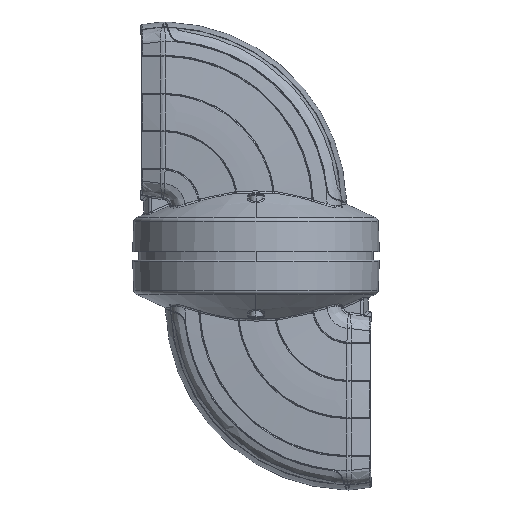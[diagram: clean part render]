
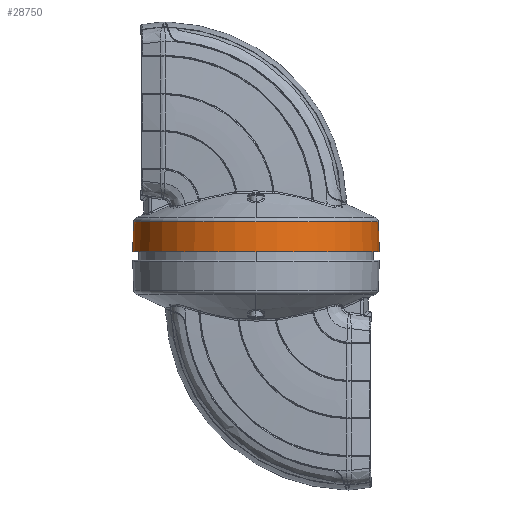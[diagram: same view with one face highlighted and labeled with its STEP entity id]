
A CAD part, left-side view. The second image highlights one B-rep face of the part: STEP entity #28750.
In plain terms, the highlighted conical face has half-angle 2 degrees and reference radius 54 mm.
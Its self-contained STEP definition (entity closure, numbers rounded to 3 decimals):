
#3238 = CARTESIAN_POINT ( 'NONE',  ( 21.924, 10.173, 209.823 ) ) ;
#8217 = CARTESIAN_POINT ( 'NONE',  ( 21.924, 64.173, 209.823 ) ) ;
#9719 = AXIS2_PLACEMENT_3D ( 'NONE', #86966, #107354, #126886 ) ;
#10889 = CIRCLE ( 'NONE', #9719, 53.486 ) ;
#11711 = CARTESIAN_POINT ( 'NONE',  ( 21.924, -43.827, 209.823 ) ) ;
#16666 = EDGE_CURVE ( 'NONE', #94714, #105819, #76175, .T. ) ;
#17397 = ORIENTED_EDGE ( 'NONE', *, *, #24943, .T. ) ;
#18697 = CONICAL_SURFACE ( 'NONE', #83858, 54., 0.035 ) ;
#23845 = LINE ( 'NONE', #8217, #103267 ) ;
#24159 = DIRECTION ( 'NONE',  ( 0., -1., 0. ) ) ;
#24943 = EDGE_CURVE ( 'NONE', #87302, #78620, #10889, .T. ) ;
#27190 = DIRECTION ( 'NONE',  ( 0., 1., 0. ) ) ;
#28750 = ADVANCED_FACE ( 'NONE', ( #111165 ), #18697, .T. ) ;
#30099 = CARTESIAN_POINT ( 'NONE',  ( 21.924, 63.659, 224.548 ) ) ;
#38745 = AXIS2_PLACEMENT_3D ( 'NONE', #55869, #97510, #24159 ) ;
#42593 = DIRECTION ( 'NONE',  ( 0., -0.035, -0.999 ) ) ;
#55869 = CARTESIAN_POINT ( 'NONE',  ( 21.924, 10.173, 211.314 ) ) ;
#58447 = EDGE_LOOP ( 'NONE', ( #100396, #17397, #63472, #95895 ) ) ;
#63472 = ORIENTED_EDGE ( 'NONE', *, *, #89544, .T. ) ;
#71293 = DIRECTION ( 'NONE',  ( 0., 0.035, -0.999 ) ) ;
#73836 = CARTESIAN_POINT ( 'NONE',  ( 21.924, -43.774, 211.314 ) ) ;
#75777 = DIRECTION ( 'NONE',  ( 0., 0., -1. ) ) ;
#76175 = CIRCLE ( 'NONE', #38745, 53.948 ) ;
#78620 = VERTEX_POINT ( 'NONE', #30099 ) ;
#82220 = LINE ( 'NONE', #11711, #96756 ) ;
#82867 = CARTESIAN_POINT ( 'NONE',  ( 21.924, -43.312, 224.548 ) ) ;
#83858 = AXIS2_PLACEMENT_3D ( 'NONE', #3238, #75777, #27190 ) ;
#86966 = CARTESIAN_POINT ( 'NONE',  ( 21.924, 10.173, 224.548 ) ) ;
#87302 = VERTEX_POINT ( 'NONE', #82867 ) ;
#89544 = EDGE_CURVE ( 'NONE', #78620, #105819, #23845, .T. ) ;
#90643 = EDGE_CURVE ( 'NONE', #87302, #94714, #82220, .T. ) ;
#94714 = VERTEX_POINT ( 'NONE', #73836 ) ;
#95895 = ORIENTED_EDGE ( 'NONE', *, *, #16666, .F. ) ;
#96756 = VECTOR ( 'NONE', #42593, 1000. ) ;
#97510 = DIRECTION ( 'NONE',  ( 0., 0., -1. ) ) ;
#100396 = ORIENTED_EDGE ( 'NONE', *, *, #90643, .F. ) ;
#103267 = VECTOR ( 'NONE', #71293, 1000. ) ;
#105819 = VERTEX_POINT ( 'NONE', #116114 ) ;
#107354 = DIRECTION ( 'NONE',  ( 0., 0., -1. ) ) ;
#111165 = FACE_OUTER_BOUND ( 'NONE', #58447, .T. ) ;
#116114 = CARTESIAN_POINT ( 'NONE',  ( 21.924, 64.121, 211.314 ) ) ;
#126886 = DIRECTION ( 'NONE',  ( 0., 1., 0. ) ) ;
